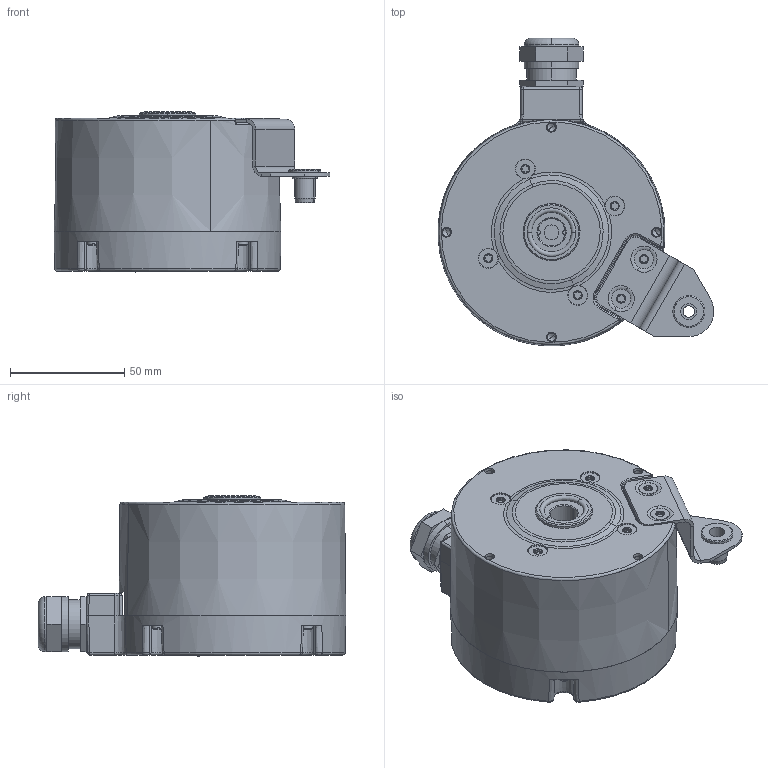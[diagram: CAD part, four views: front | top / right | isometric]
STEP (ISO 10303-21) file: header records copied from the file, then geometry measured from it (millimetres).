
FILE_DESCRIPTION((''),'2;1');
FILE_NAME('753893-01','2013-08-08T',('se2562'),(''),'PRO/ENGINEER BY PARAMETRIC TECHNOLOGY CORPORATION, 2011410','PRO/ENGINEER BY PARAMETRIC TECHNOLOGY CORPORATION, 2011410','');
FILE_SCHEMA(('CONFIG_CONTROL_DESIGN'));
Length unit declared in the file: millimetre
Products named in the file (1): 753893-01
Bounding box: 120.92 x 134.83 x 70.33 mm (x, y, z)
Volume: 253663.7 mm3; surface area: 115943.4 mm2
Topology: 20 solids, 40 shells, 1204 faces, 2783 edges, 1598 vertices
Faces by surface type: cylinder 348, cone 260, plane 225, torus 169, bspline 108, sphere 94
Entity records: 43619 total; most frequent: CARTESIAN_POINT 17379, DIRECTION 5784, ORIENTED_EDGE 5262, EDGE_CURVE 2631, AXIS2_PLACEMENT_3D 2520, VERTEX_POINT 1598, CIRCLE 1424, EDGE_LOOP 1321
